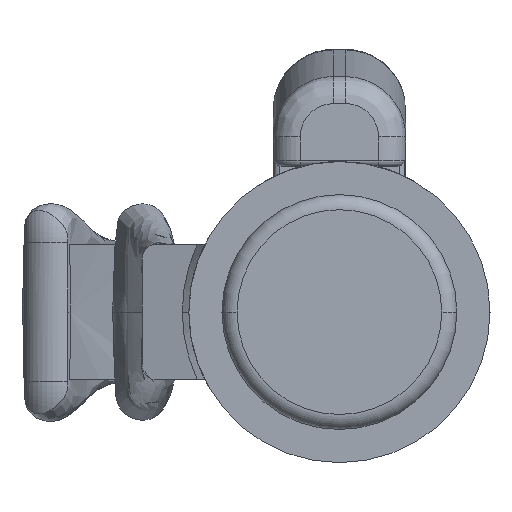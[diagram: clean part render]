
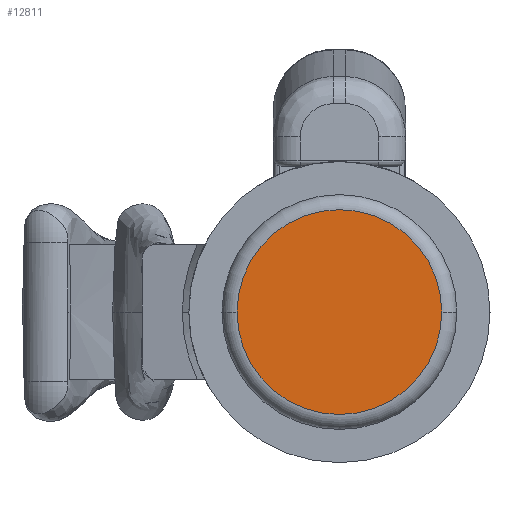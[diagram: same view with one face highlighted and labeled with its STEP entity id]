
A CAD part, front view. The second image highlights one B-rep face of the part: STEP entity #12811.
In plain terms, the highlighted planar face has unit normal (0, -1, 0).
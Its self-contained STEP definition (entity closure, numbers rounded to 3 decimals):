
#647 = VERTEX_POINT ( 'NONE', #6724 ) ;
#1511 = DIRECTION ( 'NONE',  ( 1., 0., 0. ) ) ;
#2677 = AXIS2_PLACEMENT_3D ( 'NONE', #11960, #4329, #15765 ) ;
#2782 = DIRECTION ( 'NONE',  ( 1., 0., 0. ) ) ;
#2840 = CARTESIAN_POINT ( 'NONE',  ( 0., -130.85, 0. ) ) ;
#2900 = DIRECTION ( 'NONE',  ( 0., -1., 0. ) ) ;
#4288 = CIRCLE ( 'NONE', #10769, 3.4 ) ;
#4329 = DIRECTION ( 'NONE',  ( 0., 1., 0. ) ) ;
#5199 = CIRCLE ( 'NONE', #10138, 3.4 ) ;
#5496 = FACE_OUTER_BOUND ( 'NONE', #10798, .T. ) ;
#6104 = EDGE_CURVE ( 'Defeature ausgef�hrt1_5+Defeature ausgef�hrt1_6+Defeature ausgef�hrt1_6+Defeature ausgef�hrt1_6', #9227, #647, #5199, .T. ) ;
#6724 = CARTESIAN_POINT ( 'NONE',  ( 3.4, -130.85, 0. ) ) ;
#6859 = DIRECTION ( 'NONE',  ( 0., -1., 0. ) ) ;
#8576 = PLANE ( 'NONE',  #2677 ) ;
#9215 = ORIENTED_EDGE ( 'NONE', *, *, #6104, .T. ) ;
#9227 = VERTEX_POINT ( 'NONE', #14747 ) ;
#10138 = AXIS2_PLACEMENT_3D ( 'NONE', #10589, #6859, #1511 ) ;
#10589 = CARTESIAN_POINT ( 'NONE',  ( 0., -130.85, 0. ) ) ;
#10769 = AXIS2_PLACEMENT_3D ( 'NONE', #2840, #2900, #2782 ) ;
#10798 = EDGE_LOOP ( 'NONE', ( #13636, #9215 ) ) ;
#11960 = CARTESIAN_POINT ( 'NONE',  ( 0., -130.85, 0. ) ) ;
#12811 = ADVANCED_FACE ( 'Defeature ausgef�hrt1_5', ( #5496 ), #8576, .F. ) ;
#13636 = ORIENTED_EDGE ( 'NONE', *, *, #14572, .T. ) ;
#14572 = EDGE_CURVE ( 'Defeature ausgef�hrt1_5+Defeature ausgef�hrt1_6+Defeature ausgef�hrt1_6+Defeature ausgef�hrt1_6', #647, #9227, #4288, .T. ) ;
#14747 = CARTESIAN_POINT ( 'NONE',  ( -3.4, -130.85, 0. ) ) ;
#15765 = DIRECTION ( 'NONE',  ( 1., 0., 0. ) ) ;
